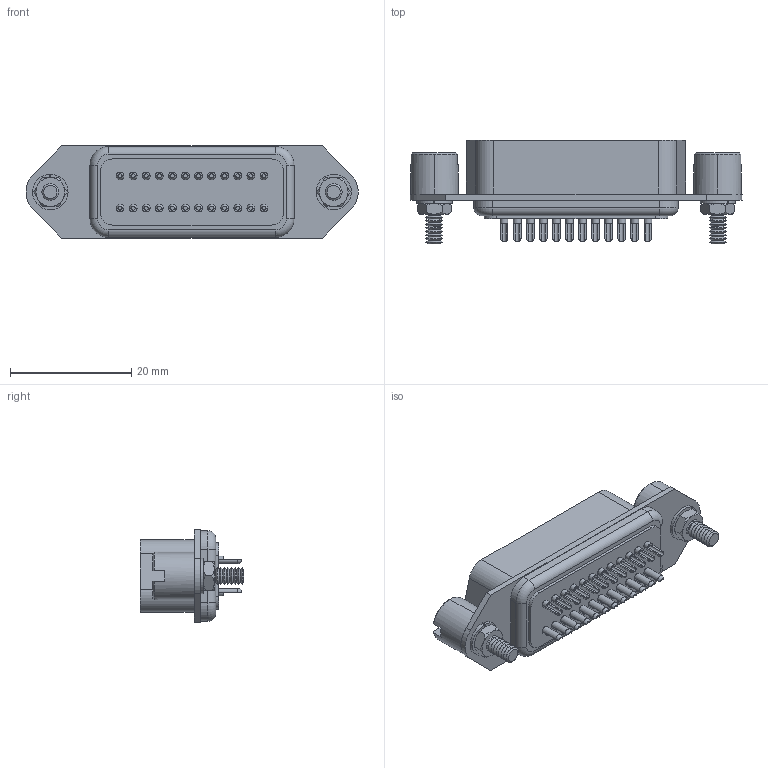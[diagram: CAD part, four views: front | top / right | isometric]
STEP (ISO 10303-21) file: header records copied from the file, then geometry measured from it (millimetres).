
FILE_DESCRIPTION (( 'STEP AP203' ), '1' );
FILE_NAME ('CIB24S.STEP', '2006-06-30T20:11:21', ( ' ' ), ( ' ' ), 'SwSTEP 2.0', 'SolidWorks 2005354', '' );
FILE_SCHEMA (( 'CONFIG_CONTROL_DESIGN' ));
Length unit declared in the file: inch
Products named in the file (5): CIB24S; CIB24S-MA1; 3AA03-004; 3AA02-005
Assembly tree (7 placements, depth 2):
  CIB24S
    3AA03-004  x2
    CIB24S-MA1  x2
    CIB24S
    3AA02-005  x2
Bounding box: 54.83 x 17.12 x 15.24 mm (x, y, z)
Volume: 5641.4 mm3; surface area: 5272 mm2
Topology: 7 solids, 7 shells, 911 faces, 2240 edges, 1430 vertices
Faces by surface type: plane 565, cylinder 150, cone 142, bspline 26, sphere 24, torus 4
Entity records: 26668 total; most frequent: CARTESIAN_POINT 6690, ORIENTED_EDGE 4008, DIRECTION 3951, EDGE_CURVE 2004, VECTOR 1471, LINE 1471, VERTEX_POINT 1295, AXIS2_PLACEMENT_3D 1240
